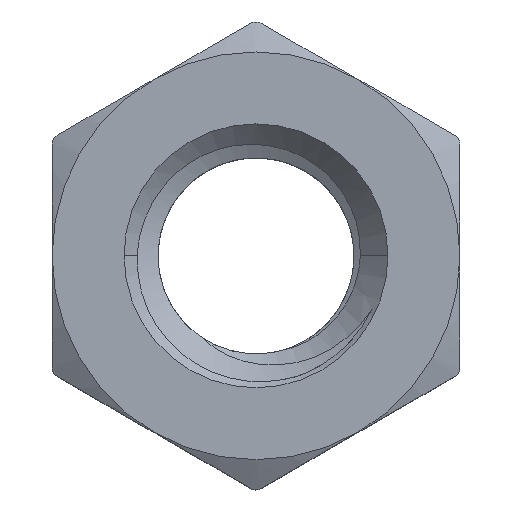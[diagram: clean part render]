
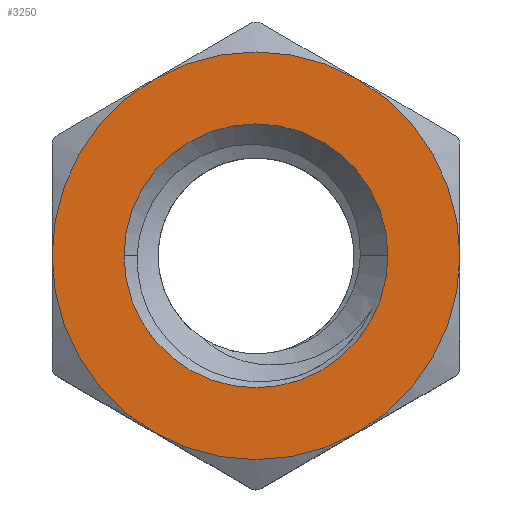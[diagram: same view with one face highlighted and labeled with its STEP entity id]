
A CAD part, top view. The second image highlights one B-rep face of the part: STEP entity #3250.
In plain terms, the highlighted planar face has unit normal (0, 0, 1).
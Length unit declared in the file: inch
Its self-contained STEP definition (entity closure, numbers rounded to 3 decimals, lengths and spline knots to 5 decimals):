
#89 = EDGE_LOOP ( 'NONE', ( #2670, #748 ) ) ;
#105 = DIRECTION ( 'NONE',  ( 1., 0., 0. ) ) ;
#109 = EDGE_CURVE ( 'NONE', #1820, #1230, #1834, .T. ) ;
#145 = CARTESIAN_POINT ( 'NONE',  ( 0., 0., 0.13281 ) ) ;
#219 = DIRECTION ( 'NONE',  ( 0., 0., 1. ) ) ;
#222 = EDGE_LOOP ( 'NONE', ( #1025, #712, #2743, #1237, #295, #1735 ) ) ;
#259 = DIRECTION ( 'NONE',  ( 1., 0., 0. ) ) ;
#295 = ORIENTED_EDGE ( 'NONE', *, *, #1423, .T. ) ;
#319 = AXIS2_PLACEMENT_3D ( 'NONE', #1212, #3149, #1469 ) ;
#426 = CIRCLE ( 'NONE', #947, 0.25 ) ;
#502 = CIRCLE ( 'NONE', #2331, 0.16181 ) ;
#554 = CARTESIAN_POINT ( 'NONE',  ( -0.25, 0., 0.13281 ) ) ;
#591 = CIRCLE ( 'NONE', #319, 0.25 ) ;
#669 = CARTESIAN_POINT ( 'NONE',  ( 0.25, 0., 0.13281 ) ) ;
#695 = AXIS2_PLACEMENT_3D ( 'NONE', #1162, #1641, #3571 ) ;
#712 = ORIENTED_EDGE ( 'NONE', *, *, #2613, .T. ) ;
#748 = ORIENTED_EDGE ( 'NONE', *, *, #3412, .F. ) ;
#798 = CIRCLE ( 'NONE', #876, 0.16181 ) ;
#812 = EDGE_CURVE ( 'NONE', #1446, #2117, #591, .T. ) ;
#826 = DIRECTION ( 'NONE',  ( 0., 0., 1. ) ) ;
#876 = AXIS2_PLACEMENT_3D ( 'NONE', #3160, #945, #105 ) ;
#885 = CARTESIAN_POINT ( 'NONE',  ( 0., 0., 0.13281 ) ) ;
#898 = CARTESIAN_POINT ( 'NONE',  ( 0.125, 0.21651, 0.13281 ) ) ;
#945 = DIRECTION ( 'NONE',  ( 0., 0., 1. ) ) ;
#947 = AXIS2_PLACEMENT_3D ( 'NONE', #2708, #984, #2978 ) ;
#959 = VERTEX_POINT ( 'NONE', #2282 ) ;
#979 = DIRECTION ( 'NONE',  ( 1., 0., 0. ) ) ;
#984 = DIRECTION ( 'NONE',  ( 0., 0., 1. ) ) ;
#1025 = ORIENTED_EDGE ( 'NONE', *, *, #109, .T. ) ;
#1027 = CARTESIAN_POINT ( 'NONE',  ( 0.125, -0.21651, 0.13281 ) ) ;
#1052 = AXIS2_PLACEMENT_3D ( 'NONE', #145, #2631, #979 ) ;
#1108 = CIRCLE ( 'NONE', #1052, 0.25 ) ;
#1118 = DIRECTION ( 'NONE',  ( 1., 0., 0. ) ) ;
#1130 = DIRECTION ( 'NONE',  ( 1., 0., 0. ) ) ;
#1162 = CARTESIAN_POINT ( 'NONE',  ( 0., 0., 0.13281 ) ) ;
#1212 = CARTESIAN_POINT ( 'NONE',  ( 0., 0., 0.13281 ) ) ;
#1230 = VERTEX_POINT ( 'NONE', #669 ) ;
#1237 = ORIENTED_EDGE ( 'NONE', *, *, #812, .T. ) ;
#1396 = DIRECTION ( 'NONE',  ( 0., 0., 1. ) ) ;
#1423 = EDGE_CURVE ( 'NONE', #2117, #2871, #1108, .T. ) ;
#1446 = VERTEX_POINT ( 'NONE', #2060 ) ;
#1468 = FACE_OUTER_BOUND ( 'NONE', #222, .T. ) ;
#1469 = DIRECTION ( 'NONE',  ( 1., 0., 0. ) ) ;
#1604 = AXIS2_PLACEMENT_3D ( 'NONE', #885, #826, #1118 ) ;
#1641 = DIRECTION ( 'NONE',  ( 0., 0., 1. ) ) ;
#1657 = CARTESIAN_POINT ( 'NONE',  ( 0., 0., 0.13281 ) ) ;
#1677 = CARTESIAN_POINT ( 'NONE',  ( 0., 0., 0.13281 ) ) ;
#1735 = ORIENTED_EDGE ( 'NONE', *, *, #2704, .T. ) ;
#1820 = VERTEX_POINT ( 'NONE', #1027 ) ;
#1824 = CARTESIAN_POINT ( 'NONE',  ( 0., 0., 0.13281 ) ) ;
#1834 = CIRCLE ( 'NONE', #2061, 0.25 ) ;
#1937 = CARTESIAN_POINT ( 'NONE',  ( 0.16181, 0., 0.13281 ) ) ;
#2060 = CARTESIAN_POINT ( 'NONE',  ( -0.125, 0.21651, 0.13281 ) ) ;
#2061 = AXIS2_PLACEMENT_3D ( 'NONE', #1657, #219, #259 ) ;
#2117 = VERTEX_POINT ( 'NONE', #554 ) ;
#2235 = EDGE_CURVE ( 'NONE', #3473, #959, #798, .T. ) ;
#2282 = CARTESIAN_POINT ( 'NONE',  ( -0.16181, 0., 0.13281 ) ) ;
#2331 = AXIS2_PLACEMENT_3D ( 'NONE', #1677, #1396, #1130 ) ;
#2354 = AXIS2_PLACEMENT_3D ( 'NONE', #1824, #3246, #3493 ) ;
#2613 = EDGE_CURVE ( 'NONE', #1230, #2947, #3360, .T. ) ;
#2620 = CIRCLE ( 'NONE', #695, 0.25 ) ;
#2631 = DIRECTION ( 'NONE',  ( 0., 0., 1. ) ) ;
#2670 = ORIENTED_EDGE ( 'NONE', *, *, #2235, .F. ) ;
#2704 = EDGE_CURVE ( 'NONE', #2871, #1820, #2620, .T. ) ;
#2708 = CARTESIAN_POINT ( 'NONE',  ( 0., 0., 0.13281 ) ) ;
#2743 = ORIENTED_EDGE ( 'NONE', *, *, #3582, .T. ) ;
#2871 = VERTEX_POINT ( 'NONE', #2876 ) ;
#2876 = CARTESIAN_POINT ( 'NONE',  ( -0.125, -0.21651, 0.13281 ) ) ;
#2947 = VERTEX_POINT ( 'NONE', #898 ) ;
#2978 = DIRECTION ( 'NONE',  ( 1., 0., 0. ) ) ;
#3113 = FACE_BOUND ( 'NONE', #89, .T. ) ;
#3149 = DIRECTION ( 'NONE',  ( 0., 0., 1. ) ) ;
#3160 = CARTESIAN_POINT ( 'NONE',  ( 0., 0., 0.13281 ) ) ;
#3205 = PLANE ( 'NONE',  #2354 ) ;
#3246 = DIRECTION ( 'NONE',  ( 0., 0., 1. ) ) ;
#3250 = ADVANCED_FACE ( 'NONE', ( #3113, #1468 ), #3205, .T. ) ;
#3360 = CIRCLE ( 'NONE', #1604, 0.25 ) ;
#3412 = EDGE_CURVE ( 'NONE', #959, #3473, #502, .T. ) ;
#3473 = VERTEX_POINT ( 'NONE', #1937 ) ;
#3493 = DIRECTION ( 'NONE',  ( 1., 0., 0. ) ) ;
#3571 = DIRECTION ( 'NONE',  ( 1., 0., 0. ) ) ;
#3582 = EDGE_CURVE ( 'NONE', #2947, #1446, #426, .T. ) ;
